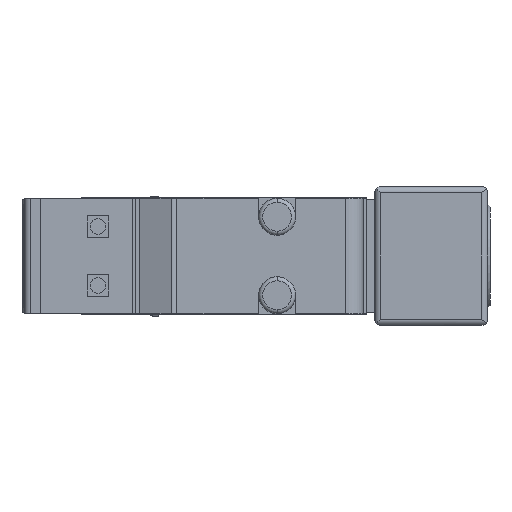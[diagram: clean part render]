
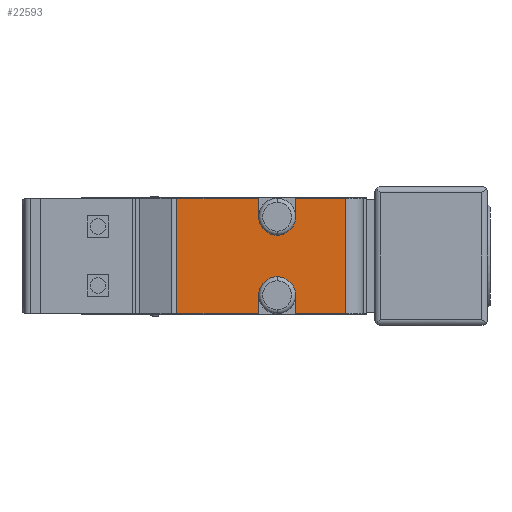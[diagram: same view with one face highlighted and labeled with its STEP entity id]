
A CAD part, left-side view. The second image highlights one B-rep face of the part: STEP entity #22593.
In plain terms, the highlighted planar face has unit normal (-1, 0, 0).
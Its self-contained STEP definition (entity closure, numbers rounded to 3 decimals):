
#327 = VERTEX_POINT ( 'NONE', #20504 ) ;
#340 = LINE ( 'NONE', #12770, #14828 ) ;
#625 = EDGE_CURVE ( 'NONE', #327, #21434, #15032, .T. ) ;
#654 = VERTEX_POINT ( 'NONE', #17157 ) ;
#969 = VECTOR ( 'NONE', #2706, 1000. ) ;
#1345 = LINE ( 'NONE', #2749, #3830 ) ;
#1350 = LINE ( 'NONE', #22818, #12657 ) ;
#1622 = DIRECTION ( 'NONE',  ( 1., 0., 0. ) ) ;
#1820 = CARTESIAN_POINT ( 'NONE',  ( -46.25, 6.15, -5. ) ) ;
#2706 = DIRECTION ( 'NONE',  ( 0., 0., -1. ) ) ;
#2749 = CARTESIAN_POINT ( 'NONE',  ( -46.25, 1.8, 5. ) ) ;
#2980 = CARTESIAN_POINT ( 'NONE',  ( -46.25, 16.455, 5. ) ) ;
#2989 = DIRECTION ( 'NONE',  ( 0., 0., -1. ) ) ;
#3233 = CARTESIAN_POINT ( 'NONE',  ( -46.25, 7.75, -3.4 ) ) ;
#3738 = CARTESIAN_POINT ( 'NONE',  ( -46.25, 9.35, 5. ) ) ;
#3764 = CARTESIAN_POINT ( 'NONE',  ( -46.25, 6.15, -3.4 ) ) ;
#3830 = VECTOR ( 'NONE', #2989, 1000. ) ;
#4188 = EDGE_CURVE ( 'NONE', #327, #15537, #15249, .T. ) ;
#4395 = ORIENTED_EDGE ( 'NONE', *, *, #625, .F. ) ;
#4802 = CARTESIAN_POINT ( 'NONE',  ( -46.25, 6.15, 5.4 ) ) ;
#4836 = EDGE_CURVE ( 'NONE', #654, #14911, #19888, .T. ) ;
#4997 = CARTESIAN_POINT ( 'NONE',  ( -46.25, 16.455, 5. ) ) ;
#5191 = DIRECTION ( 'NONE',  ( 0., 0., 1. ) ) ;
#5239 = DIRECTION ( 'NONE',  ( 0., 0., -1. ) ) ;
#5421 = CARTESIAN_POINT ( 'NONE',  ( -46.25, 16.455, -5. ) ) ;
#5560 = CARTESIAN_POINT ( 'NONE',  ( -46.25, 9.35, 3.4 ) ) ;
#5621 = CARTESIAN_POINT ( 'NONE',  ( -46.25, 6.15, 3.4 ) ) ;
#5707 = CARTESIAN_POINT ( 'NONE',  ( -46.25, 16.455, -5. ) ) ;
#6259 = EDGE_CURVE ( 'NONE', #15537, #654, #17010, .T. ) ;
#6742 = VECTOR ( 'NONE', #5191, 1000. ) ;
#6814 = ORIENTED_EDGE ( 'NONE', *, *, #23088, .F. ) ;
#7060 = VERTEX_POINT ( 'NONE', #9753 ) ;
#7151 = DIRECTION ( 'NONE',  ( 0., 0., -1. ) ) ;
#7888 = DIRECTION ( 'NONE',  ( 0., -1., 0. ) ) ;
#8402 = VERTEX_POINT ( 'NONE', #10620 ) ;
#8505 = ORIENTED_EDGE ( 'NONE', *, *, #15889, .F. ) ;
#9011 = DIRECTION ( 'NONE',  ( 0., 0., -1. ) ) ;
#9088 = ORIENTED_EDGE ( 'NONE', *, *, #17963, .T. ) ;
#9270 = VERTEX_POINT ( 'NONE', #10873 ) ;
#9753 = CARTESIAN_POINT ( 'NONE',  ( -46.25, 9.35, -5. ) ) ;
#10070 = CARTESIAN_POINT ( 'NONE',  ( -46.25, 9.35, 5. ) ) ;
#10297 = ORIENTED_EDGE ( 'NONE', *, *, #14233, .T. ) ;
#10352 = DIRECTION ( 'NONE',  ( 1., 0., 0. ) ) ;
#10442 = ORIENTED_EDGE ( 'NONE', *, *, #13880, .F. ) ;
#10444 = CARTESIAN_POINT ( 'NONE',  ( -46.25, 6.15, -3.4 ) ) ;
#10524 = DIRECTION ( 'NONE',  ( 0., 0., -1. ) ) ;
#10620 = CARTESIAN_POINT ( 'NONE',  ( -46.25, 1.8, -5. ) ) ;
#10655 = ORIENTED_EDGE ( 'NONE', *, *, #16007, .T. ) ;
#10780 = EDGE_CURVE ( 'NONE', #13692, #18008, #340, .T. ) ;
#10873 = CARTESIAN_POINT ( 'NONE',  ( -46.25, 9.35, -3.4 ) ) ;
#11190 = ORIENTED_EDGE ( 'NONE', *, *, #4836, .T. ) ;
#11493 = VERTEX_POINT ( 'NONE', #1820 ) ;
#12012 = ORIENTED_EDGE ( 'NONE', *, *, #14564, .T. ) ;
#12043 = FACE_OUTER_BOUND ( 'NONE', #12178, .T. ) ;
#12178 = EDGE_LOOP ( 'NONE', ( #6814, #10655, #12012, #10297, #8505, #4395, #16484, #18007, #11190, #10442, #16795, #9088 ) ) ;
#12657 = VECTOR ( 'NONE', #23045, 1000. ) ;
#12770 = CARTESIAN_POINT ( 'NONE',  ( -46.25, 16.455, 5. ) ) ;
#12826 = VECTOR ( 'NONE', #22331, 1000. ) ;
#13490 = VERTEX_POINT ( 'NONE', #10444 ) ;
#13692 = VERTEX_POINT ( 'NONE', #21801 ) ;
#13794 = VECTOR ( 'NONE', #7151, 1000. ) ;
#13880 = EDGE_CURVE ( 'NONE', #13692, #14911, #1350, .T. ) ;
#14042 = AXIS2_PLACEMENT_3D ( 'NONE', #15930, #16044, #10524 ) ;
#14207 = LINE ( 'NONE', #5421, #15276 ) ;
#14233 = EDGE_CURVE ( 'NONE', #11493, #8402, #14207, .T. ) ;
#14564 = EDGE_CURVE ( 'NONE', #13490, #11493, #16305, .T. ) ;
#14676 = CIRCLE ( 'NONE', #15805, 1.6 ) ;
#14828 = VECTOR ( 'NONE', #9011, 1000. ) ;
#14911 = VERTEX_POINT ( 'NONE', #3738 ) ;
#14944 = CARTESIAN_POINT ( 'NONE',  ( -46.25, 16.455, -5. ) ) ;
#15032 = LINE ( 'NONE', #2980, #20489 ) ;
#15249 = LINE ( 'NONE', #4802, #12826 ) ;
#15276 = VECTOR ( 'NONE', #21282, 1000. ) ;
#15537 = VERTEX_POINT ( 'NONE', #5621 ) ;
#15604 = LINE ( 'NONE', #10070, #969 ) ;
#15794 = PLANE ( 'NONE',  #20075 ) ;
#15805 = AXIS2_PLACEMENT_3D ( 'NONE', #3233, #10352, #17532 ) ;
#15889 = EDGE_CURVE ( 'NONE', #21434, #8402, #1345, .T. ) ;
#15930 = CARTESIAN_POINT ( 'NONE',  ( -46.25, 7.75, 3.4 ) ) ;
#16007 = EDGE_CURVE ( 'NONE', #9270, #13490, #14676, .T. ) ;
#16044 = DIRECTION ( 'NONE',  ( 1., 0., 0. ) ) ;
#16305 = LINE ( 'NONE', #3764, #13794 ) ;
#16484 = ORIENTED_EDGE ( 'NONE', *, *, #4188, .T. ) ;
#16708 = LINE ( 'NONE', #14944, #19734 ) ;
#16795 = ORIENTED_EDGE ( 'NONE', *, *, #10780, .T. ) ;
#16823 = DIRECTION ( 'NONE',  ( 0., -1., 0. ) ) ;
#16952 = CARTESIAN_POINT ( 'NONE',  ( -46.25, 1.8, 5. ) ) ;
#17010 = CIRCLE ( 'NONE', #14042, 1.6 ) ;
#17157 = CARTESIAN_POINT ( 'NONE',  ( -46.25, 9.35, 3.4 ) ) ;
#17532 = DIRECTION ( 'NONE',  ( 0., 0., -1. ) ) ;
#17963 = EDGE_CURVE ( 'NONE', #18008, #7060, #16708, .T. ) ;
#18007 = ORIENTED_EDGE ( 'NONE', *, *, #6259, .T. ) ;
#18008 = VERTEX_POINT ( 'NONE', #5707 ) ;
#19734 = VECTOR ( 'NONE', #16823, 1000. ) ;
#19888 = LINE ( 'NONE', #5560, #6742 ) ;
#20075 = AXIS2_PLACEMENT_3D ( 'NONE', #4997, #1622, #5239 ) ;
#20489 = VECTOR ( 'NONE', #7888, 1000. ) ;
#20504 = CARTESIAN_POINT ( 'NONE',  ( -46.25, 6.15, 5. ) ) ;
#21282 = DIRECTION ( 'NONE',  ( 0., -1., 0. ) ) ;
#21434 = VERTEX_POINT ( 'NONE', #16952 ) ;
#21801 = CARTESIAN_POINT ( 'NONE',  ( -46.25, 16.455, 5. ) ) ;
#22331 = DIRECTION ( 'NONE',  ( 0., 0., -1. ) ) ;
#22593 = ADVANCED_FACE ( 'NONE', ( #12043 ), #15794, .F. ) ;
#22818 = CARTESIAN_POINT ( 'NONE',  ( -46.25, 16.455, 5. ) ) ;
#23045 = DIRECTION ( 'NONE',  ( 0., -1., 0. ) ) ;
#23088 = EDGE_CURVE ( 'NONE', #9270, #7060, #15604, .T. ) ;
